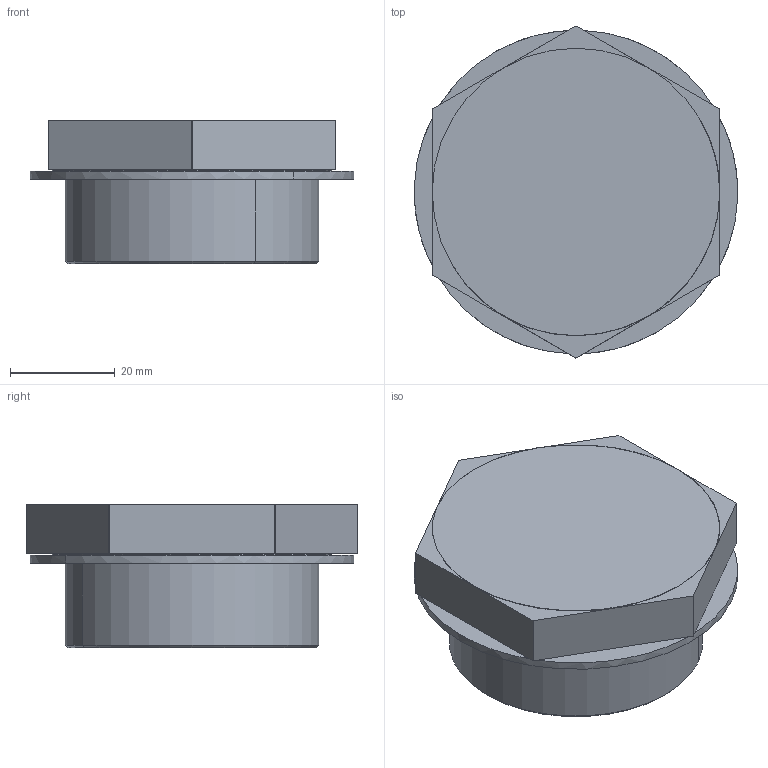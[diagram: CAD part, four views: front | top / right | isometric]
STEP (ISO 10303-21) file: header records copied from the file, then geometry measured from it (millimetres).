
FILE_DESCRIPTION(('CATIA V5R24 STEP','CAx-IF Rec.Pracs.--- Model Styling and Organization---1.2---2011-12-15'),'2;1');
FILE_NAME ('D1461676_0', '2018-05-17T06:06:56+00:00', ('Weidmueller Interface'), ('Weidmueller'), 'CATIA Version 5-6 Release 2014 SP4 HF52', 'CATIA V5 STEP AP214', 'none');
FILE_SCHEMA(('AUTOMOTIVE_DESIGN { 1 0 10303 214 1 1 1 1 }'));
Length unit declared in the file: millimetre
Products named in the file (1): 2066770000_VP_M50_EX_SI_7J
Bounding box: 61.89 x 63.5 x 27.5 mm (x, y, z)
Volume: 32142.8 mm3; surface area: 15270.1 mm2
Topology: 2 solids, 2 shells, 52 faces, 116 edges, 72 vertices
Faces by surface type: cylinder 26, plane 20, bspline 4, cone 2
Entity records: 1626 total; most frequent: CARTESIAN_POINT 523, ORIENTED_EDGE 232, DIRECTION 189, EDGE_CURVE 116, AXIS2_PLACEMENT_3D 86, VERTEX_POINT 72, EDGE_LOOP 58, VECTOR 57
